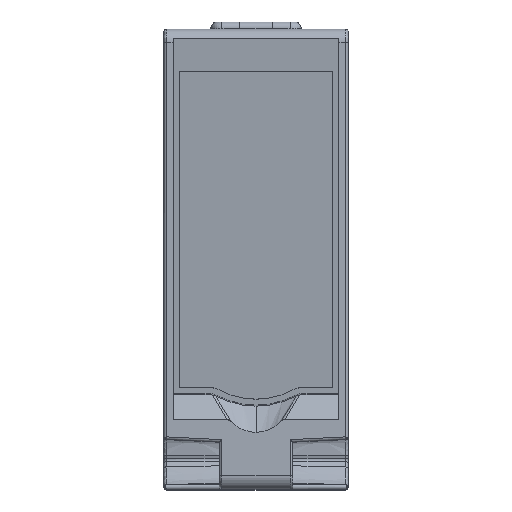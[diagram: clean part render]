
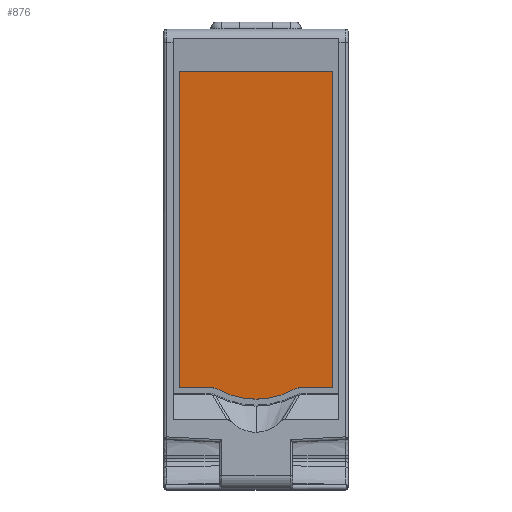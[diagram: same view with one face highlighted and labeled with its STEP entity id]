
A CAD part, top view. The second image highlights one B-rep face of the part: STEP entity #876.
In plain terms, the highlighted planar face has unit normal (0, -0.096, 0.995).
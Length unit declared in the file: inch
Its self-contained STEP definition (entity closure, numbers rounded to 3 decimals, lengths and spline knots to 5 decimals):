
#7 = PLANE ( 'NONE',  #16036 ) ;
#109 = VERTEX_POINT ( 'NONE', #2881 ) ;
#247 = VECTOR ( 'NONE', #9435, 39.37008 ) ;
#598 = ORIENTED_EDGE ( 'NONE', *, *, #3817, .F. ) ;
#876 = ADVANCED_FACE ( 'NONE', ( #9553 ), #7, .T. ) ;
#1026 = DIRECTION ( 'NONE',  ( -1., 0., 0. ) ) ;
#1116 = LINE ( 'NONE', #17489, #13531 ) ;
#1161 = DIRECTION ( 'NONE',  ( 0., 0.096, -0.995 ) ) ;
#1793 = VERTEX_POINT ( 'NONE', #9448 ) ;
#1829 = CARTESIAN_POINT ( 'NONE',  ( 0.32874, 0.43526, -0.14566 ) ) ;
#2026 = DIRECTION ( 'NONE',  ( 0., 0.096, -0.995 ) ) ;
#2225 = CARTESIAN_POINT ( 'NONE',  ( -0.32874, 1.7889, -0.01532 ) ) ;
#2421 = VERTEX_POINT ( 'NONE', #11430 ) ;
#2433 = LINE ( 'NONE', #10690, #17215 ) ;
#2696 = LINE ( 'NONE', #16725, #247 ) ;
#2868 = VERTEX_POINT ( 'NONE', #13297 ) ;
#2881 = CARTESIAN_POINT ( 'NONE',  ( -0.32874, 0.43526, -0.14566 ) ) ;
#2971 = ORIENTED_EDGE ( 'NONE', *, *, #17581, .F. ) ;
#3227 = DIRECTION ( 'NONE',  ( 0., -0.995, -0.096 ) ) ;
#3391 = EDGE_CURVE ( 'NONE', #13894, #2421, #14549, .T. ) ;
#3698 = AXIS2_PLACEMENT_3D ( 'NONE', #8681, #2026, #4788 ) ;
#3817 = EDGE_CURVE ( 'NONE', #17817, #109, #2433, .T. ) ;
#3959 = EDGE_CURVE ( 'NONE', #109, #13894, #2696, .T. ) ;
#4003 = AXIS2_PLACEMENT_3D ( 'NONE', #6388, #1161, #17357 ) ;
#4291 = ORIENTED_EDGE ( 'NONE', *, *, #3391, .F. ) ;
#4788 = DIRECTION ( 'NONE',  ( 0., -0.995, -0.096 ) ) ;
#5515 = ORIENTED_EDGE ( 'NONE', *, *, #7419, .T. ) ;
#5600 = CARTESIAN_POINT ( 'NONE',  ( -0.19412, 0.43526, -0.14566 ) ) ;
#6128 = DIRECTION ( 'NONE',  ( 1., 0., 0. ) ) ;
#6388 = CARTESIAN_POINT ( 'NONE',  ( -0.19412, 0.35688, -0.1532 ) ) ;
#6423 = ORIENTED_EDGE ( 'NONE', *, *, #16928, .T. ) ;
#6936 = ORIENTED_EDGE ( 'NONE', *, *, #8603, .F. ) ;
#7018 = CARTESIAN_POINT ( 'NONE',  ( 0.32874, 1.7889, -0.01532 ) ) ;
#7397 = VECTOR ( 'NONE', #6128, 39.37008 ) ;
#7419 = EDGE_CURVE ( 'NONE', #12765, #1793, #13573, .T. ) ;
#7794 = EDGE_LOOP ( 'NONE', ( #5515, #2971, #8546, #4291, #16361, #598, #6423, #6936 ) ) ;
#8198 = EDGE_CURVE ( 'NONE', #2421, #8607, #8362, .T. ) ;
#8362 = LINE ( 'NONE', #7018, #10315 ) ;
#8546 = ORIENTED_EDGE ( 'NONE', *, *, #8198, .F. ) ;
#8603 = EDGE_CURVE ( 'NONE', #12765, #2868, #15211, .T. ) ;
#8607 = VERTEX_POINT ( 'NONE', #1829 ) ;
#8681 = CARTESIAN_POINT ( 'NONE',  ( 0., 0.7135, -0.11887 ) ) ;
#8985 = AXIS2_PLACEMENT_3D ( 'NONE', #12640, #16308, #12275 ) ;
#9435 = DIRECTION ( 'NONE',  ( 0., 0.995, 0.096 ) ) ;
#9448 = CARTESIAN_POINT ( 'NONE',  ( 0.19412, 0.43526, -0.14566 ) ) ;
#9553 = FACE_OUTER_BOUND ( 'NONE', #7794, .T. ) ;
#9802 = CARTESIAN_POINT ( 'NONE',  ( 0.15661, 0.42579, -0.14657 ) ) ;
#10315 = VECTOR ( 'NONE', #11115, 39.37008 ) ;
#10690 = CARTESIAN_POINT ( 'NONE',  ( -0.32874, 0.43526, -0.14566 ) ) ;
#11115 = DIRECTION ( 'NONE',  ( 0., -0.995, -0.096 ) ) ;
#11430 = CARTESIAN_POINT ( 'NONE',  ( 0.32874, 1.7889, -0.01532 ) ) ;
#12275 = DIRECTION ( 'NONE',  ( 0., -0.995, -0.096 ) ) ;
#12626 = CARTESIAN_POINT ( 'NONE',  ( 0., 0.7135, -0.11887 ) ) ;
#12640 = CARTESIAN_POINT ( 'NONE',  ( 0.19412, 0.35688, -0.1532 ) ) ;
#12765 = VERTEX_POINT ( 'NONE', #9802 ) ;
#13297 = CARTESIAN_POINT ( 'NONE',  ( -0.15661, 0.42579, -0.14657 ) ) ;
#13531 = VECTOR ( 'NONE', #1026, 39.37008 ) ;
#13573 = CIRCLE ( 'NONE', #8985, 0.07874 ) ;
#13894 = VERTEX_POINT ( 'NONE', #2225 ) ;
#14076 = CIRCLE ( 'NONE', #4003, 0.07874 ) ;
#14549 = LINE ( 'NONE', #15731, #7397 ) ;
#15211 = CIRCLE ( 'NONE', #3698, 0.32874 ) ;
#15650 = DIRECTION ( 'NONE',  ( 0., -0.096, 0.995 ) ) ;
#15731 = CARTESIAN_POINT ( 'NONE',  ( -0.32874, 1.7889, -0.01532 ) ) ;
#16036 = AXIS2_PLACEMENT_3D ( 'NONE', #12626, #15650, #3227 ) ;
#16308 = DIRECTION ( 'NONE',  ( 0., 0.096, -0.995 ) ) ;
#16361 = ORIENTED_EDGE ( 'NONE', *, *, #3959, .F. ) ;
#16725 = CARTESIAN_POINT ( 'NONE',  ( -0.32874, 0.43526, -0.14566 ) ) ;
#16928 = EDGE_CURVE ( 'NONE', #17817, #2868, #14076, .T. ) ;
#17215 = VECTOR ( 'NONE', #17452, 39.37008 ) ;
#17357 = DIRECTION ( 'NONE',  ( 0., -0.995, -0.096 ) ) ;
#17452 = DIRECTION ( 'NONE',  ( -1., 0., 0. ) ) ;
#17489 = CARTESIAN_POINT ( 'NONE',  ( 0.17302, 0.43526, -0.14566 ) ) ;
#17581 = EDGE_CURVE ( 'NONE', #8607, #1793, #1116, .T. ) ;
#17817 = VERTEX_POINT ( 'NONE', #5600 ) ;
